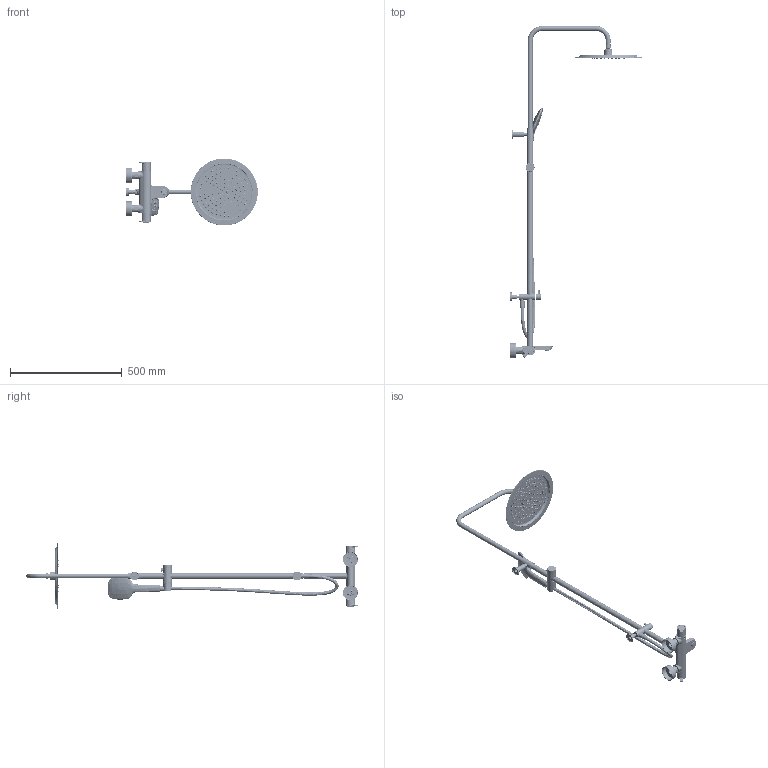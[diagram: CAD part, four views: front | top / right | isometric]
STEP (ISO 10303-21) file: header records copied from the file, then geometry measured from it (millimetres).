
FILE_DESCRIPTION (( 'STEP AP203' ), '1' );
FILE_NAME ('94CP11249.STEP', '2024-11-28T08:36:13', ( '' ), ( '' ), 'SwSTEP 2.0', 'SolidWorks 2021', '' );
FILE_SCHEMA (( 'CONFIG_CONTROL_DESIGN' ));
Products named in the file (1): 94CP11249
Bounding box: 588.69 x 1487.39 x 299.99 mm (x, y, z)
Volume: 1595913 mm3; surface area: 753650.1 mm2
Topology: 77 solids, 77 shells, 6463 faces, 17612 edges, 12008 vertices
Faces by surface type: bspline 3017, plane 1534, cone 1002, cylinder 843, torus 60, sphere 7
Full cylindrical faces by diameter (mm): 1.7 x2, 2 x1, 3.1 x52, 3.3 x4, 3.6 x50, 4 x3, 4.15 x1, 4.2 x1, 4.4 x50, 4.5 x4, 4.65 x1, 4.8 x1, 5 x2, 5.5 x1, 5.8 x8, 6 x2, 6.2 x2, 7 x2, 7.5 x1, 7.8 x1, 8 x1, 8.2 x1, 8.5 x1, 9 x3, 10 x1, 10.1 x1, 10.2 x1, 10.5 x3, 11 x2, 11.5 x1
Entity records: 511254 total; most frequent: CARTESIAN_POINT 392429, ORIENTED_EDGE 28886, EDGE_CURVE 14443, DIRECTION 14136, VERTEX_POINT 10764, EDGE_LOOP 9643, B_SPLINE_CURVE_WITH_KNOTS 7841, FACE_OUTER_BOUND 7521
